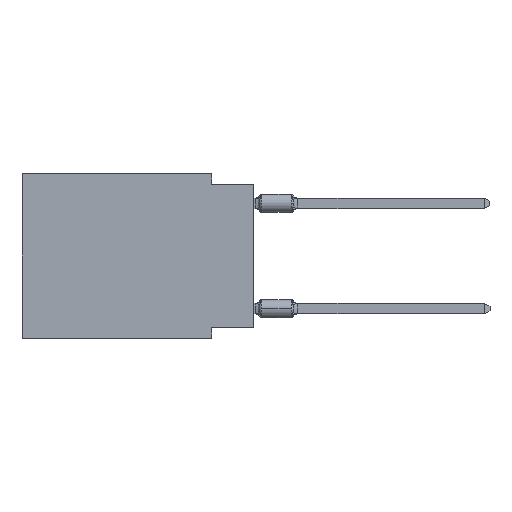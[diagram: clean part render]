
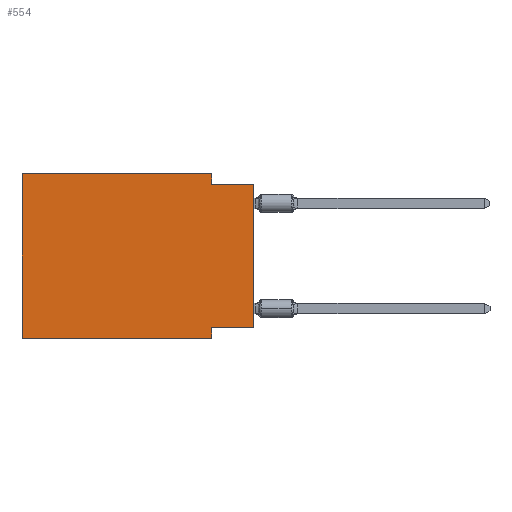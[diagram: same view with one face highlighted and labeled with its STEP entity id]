
A CAD part, left-side view. The second image highlights one B-rep face of the part: STEP entity #554.
In plain terms, the highlighted planar face has unit normal (-1, 0, 0).
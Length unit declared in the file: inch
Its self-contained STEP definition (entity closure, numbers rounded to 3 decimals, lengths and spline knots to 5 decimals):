
#215 = VERTEX_POINT ( 'NONE', #18961 ) ;
#244 = VERTEX_POINT ( 'NONE', #3273 ) ;
#554 = ADVANCED_FACE ( 'NONE', ( #8186 ), #2895, .F. ) ;
#585 = ORIENTED_EDGE ( 'NONE', *, *, #9170, .F. ) ;
#1123 = EDGE_CURVE ( 'NONE', #7491, #15581, #16808, .T. ) ;
#1496 = ORIENTED_EDGE ( 'NONE', *, *, #10401, .T. ) ;
#1768 = DIRECTION ( 'NONE',  ( 0., -1., 0. ) ) ;
#2348 = CARTESIAN_POINT ( 'NONE',  ( 0., 0.55, 0. ) ) ;
#2878 = CARTESIAN_POINT ( 'NONE',  ( 0., 0.55, -0.39 ) ) ;
#2895 = PLANE ( 'NONE',  #18980 ) ;
#3077 = VERTEX_POINT ( 'NONE', #2348 ) ;
#3273 = CARTESIAN_POINT ( 'NONE',  ( 0., 0.1, -0.365 ) ) ;
#3497 = LINE ( 'NONE', #10544, #9865 ) ;
#4076 = ORIENTED_EDGE ( 'NONE', *, *, #14773, .F. ) ;
#4564 = DIRECTION ( 'NONE',  ( 0., 0., 1. ) ) ;
#4929 = VERTEX_POINT ( 'NONE', #13290 ) ;
#5205 = VECTOR ( 'NONE', #6157, 39.37008 ) ;
#5893 = CARTESIAN_POINT ( 'NONE',  ( 0., 0., -0.365 ) ) ;
#5999 = LINE ( 'NONE', #2878, #10284 ) ;
#6157 = DIRECTION ( 'NONE',  ( 0., -1., 0. ) ) ;
#6278 = VERTEX_POINT ( 'NONE', #15358 ) ;
#6527 = DIRECTION ( 'NONE',  ( 0., 0., -1. ) ) ;
#6827 = CARTESIAN_POINT ( 'NONE',  ( 0., 0.1, 0. ) ) ;
#7491 = VERTEX_POINT ( 'NONE', #5893 ) ;
#8023 = VECTOR ( 'NONE', #17157, 39.37008 ) ;
#8186 = FACE_OUTER_BOUND ( 'NONE', #19416, .T. ) ;
#8479 = LINE ( 'NONE', #22320, #20292 ) ;
#8518 = EDGE_CURVE ( 'NONE', #3077, #15243, #3497, .T. ) ;
#9170 = EDGE_CURVE ( 'NONE', #244, #4929, #13704, .T. ) ;
#9275 = EDGE_CURVE ( 'NONE', #7491, #244, #10463, .T. ) ;
#9835 = VECTOR ( 'NONE', #6527, 39.37008 ) ;
#9865 = VECTOR ( 'NONE', #1768, 39.37008 ) ;
#10284 = VECTOR ( 'NONE', #11669, 39.37008 ) ;
#10355 = CARTESIAN_POINT ( 'NONE',  ( 0., 0., -0.365 ) ) ;
#10401 = EDGE_CURVE ( 'NONE', #6278, #4929, #5999, .T. ) ;
#10463 = LINE ( 'NONE', #10355, #15384 ) ;
#10544 = CARTESIAN_POINT ( 'NONE',  ( 0., 0.55, 0. ) ) ;
#10829 = ORIENTED_EDGE ( 'NONE', *, *, #9275, .F. ) ;
#10950 = VECTOR ( 'NONE', #16583, 39.37008 ) ;
#11625 = ORIENTED_EDGE ( 'NONE', *, *, #8518, .F. ) ;
#11669 = DIRECTION ( 'NONE',  ( 0., -1., 0. ) ) ;
#13290 = CARTESIAN_POINT ( 'NONE',  ( 0., 0.1, -0.39 ) ) ;
#13512 = DIRECTION ( 'NONE',  ( 0., 0., -1. ) ) ;
#13704 = LINE ( 'NONE', #16697, #8023 ) ;
#13745 = DIRECTION ( 'NONE',  ( 1., 0., 0. ) ) ;
#14709 = LINE ( 'NONE', #16661, #5205 ) ;
#14773 = EDGE_CURVE ( 'NONE', #6278, #3077, #8479, .T. ) ;
#14998 = EDGE_CURVE ( 'NONE', #215, #15581, #14709, .T. ) ;
#15243 = VERTEX_POINT ( 'NONE', #6827 ) ;
#15320 = CARTESIAN_POINT ( 'NONE',  ( 0., 0., -0.025 ) ) ;
#15358 = CARTESIAN_POINT ( 'NONE',  ( 0., 0.55, -0.39 ) ) ;
#15384 = VECTOR ( 'NONE', #21166, 39.37008 ) ;
#15411 = CARTESIAN_POINT ( 'NONE',  ( 0., 0.1, 0. ) ) ;
#15581 = VERTEX_POINT ( 'NONE', #15320 ) ;
#15617 = ORIENTED_EDGE ( 'NONE', *, *, #20244, .F. ) ;
#16583 = DIRECTION ( 'NONE',  ( 0., 0., 1. ) ) ;
#16661 = CARTESIAN_POINT ( 'NONE',  ( 0., 0., -0.025 ) ) ;
#16697 = CARTESIAN_POINT ( 'NONE',  ( 0., 0.1, -0.39 ) ) ;
#16808 = LINE ( 'NONE', #21869, #10950 ) ;
#16857 = CARTESIAN_POINT ( 'NONE',  ( 0., 0.55, 0. ) ) ;
#17157 = DIRECTION ( 'NONE',  ( 0., 0., -1. ) ) ;
#18961 = CARTESIAN_POINT ( 'NONE',  ( 0., 0.1, -0.025 ) ) ;
#18980 = AXIS2_PLACEMENT_3D ( 'NONE', #16857, #13745, #13512 ) ;
#19416 = EDGE_LOOP ( 'NONE', ( #19926, #21644, #15617, #11625, #4076, #1496, #585, #10829 ) ) ;
#19926 = ORIENTED_EDGE ( 'NONE', *, *, #1123, .T. ) ;
#20244 = EDGE_CURVE ( 'NONE', #15243, #215, #22665, .T. ) ;
#20292 = VECTOR ( 'NONE', #4564, 39.37008 ) ;
#21166 = DIRECTION ( 'NONE',  ( 0., 1., 0. ) ) ;
#21644 = ORIENTED_EDGE ( 'NONE', *, *, #14998, .F. ) ;
#21869 = CARTESIAN_POINT ( 'NONE',  ( 0., 0., 0. ) ) ;
#22320 = CARTESIAN_POINT ( 'NONE',  ( 0., 0.55, 0. ) ) ;
#22665 = LINE ( 'NONE', #15411, #9835 ) ;
